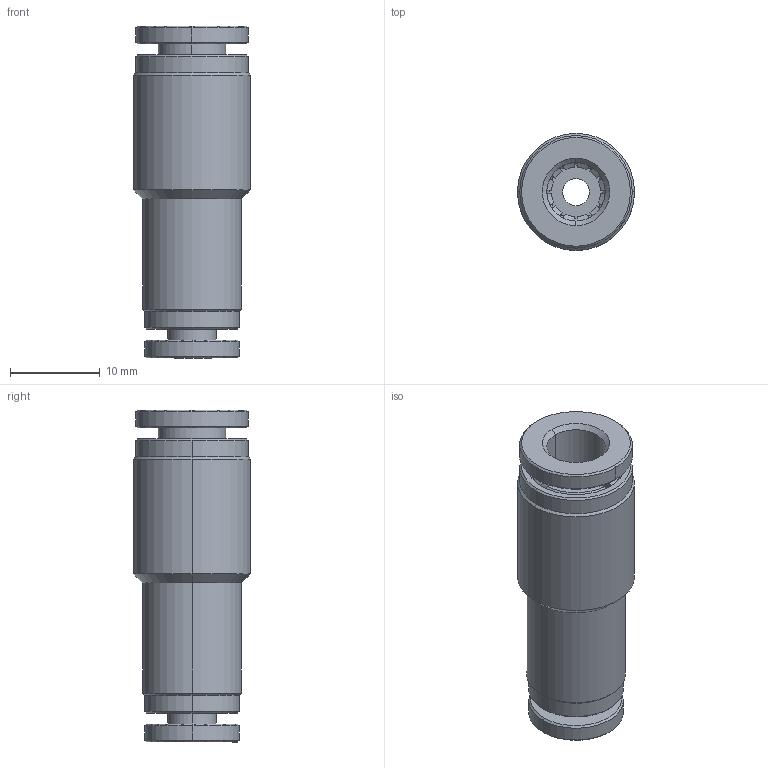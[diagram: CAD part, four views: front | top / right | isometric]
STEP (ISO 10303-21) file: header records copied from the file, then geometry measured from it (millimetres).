
FILE_DESCRIPTION (( 'STEP AP214' ), '1' );
FILE_NAME ('RUS1-4-5-32W.STEP', '2018-06-13T17:39:07', ( '' ), ( '' ), 'SwSTEP 2.0', 'SolidWorks 2016', '' );
FILE_SCHEMA (( 'AUTOMOTIVE_DESIGN' ));
Length unit declared in the file: millimetre
Products named in the file (1): RUS1-4-5-32W
Bounding box: 13 x 13 x 36.9 mm (x, y, z)
Volume: 2799 mm3; surface area: 4828.8 mm2
Topology: 11 solids, 11 shells, 580 faces, 1568 edges, 1016 vertices
Faces by surface type: cone 210, plane 200, cylinder 120, bspline 46, torus 4
Entity records: 26011 total; most frequent: CARTESIAN_POINT 5724, ORIENTED_EDGE 3136, DIRECTION 2601, EDGE_CURVE 1568, AXIS2_PLACEMENT_3D 1081, VERTEX_POINT 1016, EDGE_LOOP 608, UNCERTAINTY_MEASURE_WITH_UNIT 593
